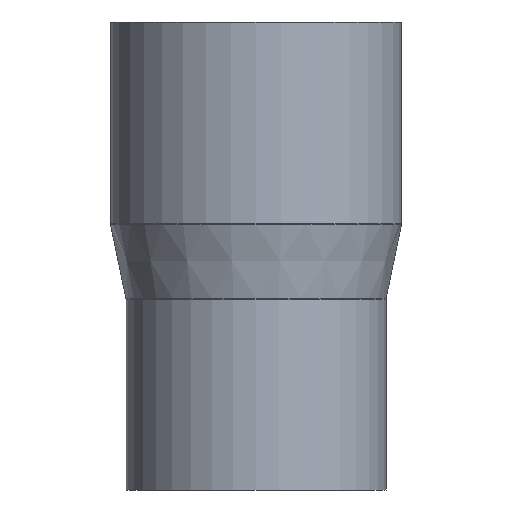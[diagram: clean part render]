
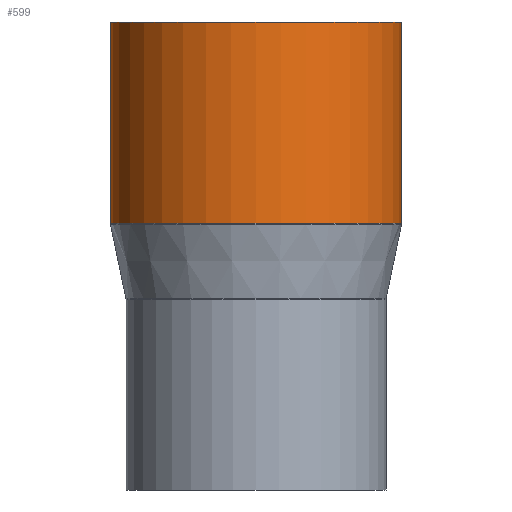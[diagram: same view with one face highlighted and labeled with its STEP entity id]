
A CAD part, front view. The second image highlights one B-rep face of the part: STEP entity #599.
In plain terms, the highlighted cylindrical face has radius 70 mm (diameter 140 mm), a partial arc.
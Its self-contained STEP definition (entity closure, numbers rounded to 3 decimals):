
#18 = ORIENTED_EDGE ( 'NONE', *, *, #242, .F. ) ;
#34 = AXIS2_PLACEMENT_3D ( 'NONE', #531, #476, #414 ) ;
#38 = ORIENTED_EDGE ( 'NONE', *, *, #128, .F. ) ;
#61 = LINE ( 'NONE', #126, #211 ) ;
#76 = CYLINDRICAL_SURFACE ( 'NONE', #586, 70. ) ;
#125 = CARTESIAN_POINT ( 'NONE',  ( 0., 0., -16.533 ) ) ;
#126 = CARTESIAN_POINT ( 'NONE',  ( -70., 0., -16.533 ) ) ;
#128 = EDGE_CURVE ( 'NONE', #274, #649, #355, .T. ) ;
#139 = EDGE_CURVE ( 'NONE', #215, #452, #538, .T. ) ;
#160 = AXIS2_PLACEMENT_3D ( 'NONE', #204, #293, #411 ) ;
#167 = CARTESIAN_POINT ( 'NONE',  ( -70., 0., 112.84 ) ) ;
#168 = CARTESIAN_POINT ( 'NONE',  ( 70., 0., 112.84 ) ) ;
#171 = DIRECTION ( 'NONE',  ( 0., 0., -1. ) ) ;
#177 = DIRECTION ( 'NONE',  ( 0., 0., -1. ) ) ;
#183 = FACE_OUTER_BOUND ( 'NONE', #397, .T. ) ;
#186 = VECTOR ( 'NONE', #171, 1000. ) ;
#204 = CARTESIAN_POINT ( 'NONE',  ( 0., 0., 16.046 ) ) ;
#211 = VECTOR ( 'NONE', #177, 1000. ) ;
#215 = VERTEX_POINT ( 'NONE', #168 ) ;
#238 = DIRECTION ( 'NONE',  ( -1., 0., 0. ) ) ;
#242 = EDGE_CURVE ( 'NONE', #215, #274, #564, .T. ) ;
#274 = VERTEX_POINT ( 'NONE', #305 ) ;
#275 = CARTESIAN_POINT ( 'NONE',  ( -70., 0., 16.046 ) ) ;
#278 = DIRECTION ( 'NONE',  ( 0., 0., -1. ) ) ;
#293 = DIRECTION ( 'NONE',  ( 0., 0., -1. ) ) ;
#305 = CARTESIAN_POINT ( 'NONE',  ( 70., 0., 16.046 ) ) ;
#309 = EDGE_CURVE ( 'NONE', #452, #649, #61, .T. ) ;
#318 = CARTESIAN_POINT ( 'NONE',  ( 70., 0., -16.533 ) ) ;
#355 = CIRCLE ( 'NONE', #160, 70. ) ;
#397 = EDGE_LOOP ( 'NONE', ( #18, #450, #429, #38 ) ) ;
#411 = DIRECTION ( 'NONE',  ( -1., 0., 0. ) ) ;
#414 = DIRECTION ( 'NONE',  ( -1., 0., 0. ) ) ;
#429 = ORIENTED_EDGE ( 'NONE', *, *, #309, .T. ) ;
#450 = ORIENTED_EDGE ( 'NONE', *, *, #139, .T. ) ;
#452 = VERTEX_POINT ( 'NONE', #167 ) ;
#476 = DIRECTION ( 'NONE',  ( 0., 0., -1. ) ) ;
#531 = CARTESIAN_POINT ( 'NONE',  ( 0., 0., 112.84 ) ) ;
#538 = CIRCLE ( 'NONE', #34, 70. ) ;
#564 = LINE ( 'NONE', #318, #186 ) ;
#586 = AXIS2_PLACEMENT_3D ( 'NONE', #125, #278, #238 ) ;
#599 = ADVANCED_FACE ( 'NONE', ( #183 ), #76, .T. ) ;
#649 = VERTEX_POINT ( 'NONE', #275 ) ;
